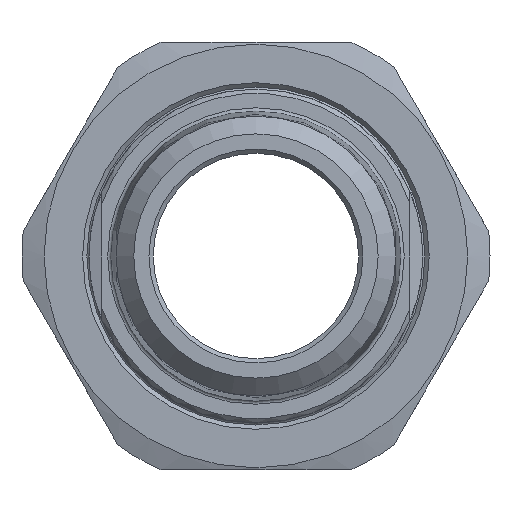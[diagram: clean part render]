
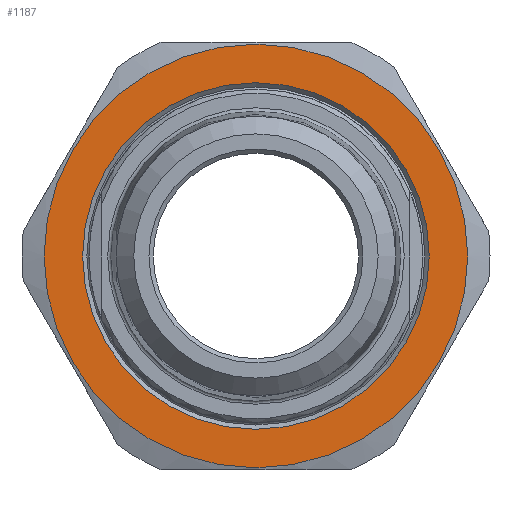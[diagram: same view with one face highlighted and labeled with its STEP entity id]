
A CAD part, left-side view. The second image highlights one B-rep face of the part: STEP entity #1187.
In plain terms, the highlighted planar face has unit normal (-1, 0, 0).
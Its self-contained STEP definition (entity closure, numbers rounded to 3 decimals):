
#48=FACE_BOUND('',#220,.T.);
#108=PLANE('',#1353);
#145=FACE_OUTER_BOUND('',#219,.T.);
#219=EDGE_LOOP('',(#883));
#220=EDGE_LOOP('',(#884));
#419=CIRCLE('',#1343,24.75);
#420=CIRCLE('',#1348,20.25);
#530=VERTEX_POINT('',#2024);
#531=VERTEX_POINT('',#2034);
#661=EDGE_CURVE('',#530,#530,#419,.T.);
#663=EDGE_CURVE('',#531,#531,#420,.T.);
#883=ORIENTED_EDGE('',*,*,#661,.T.);
#884=ORIENTED_EDGE('',*,*,#663,.F.);
#1187=ADVANCED_FACE('',(#145,#48),#108,.F.);
#1343=AXIS2_PLACEMENT_3D('',#2026,#1567,#1568);
#1348=AXIS2_PLACEMENT_3D('',#2035,#1577,#1578);
#1353=AXIS2_PLACEMENT_3D('',#2045,#1589,#1590);
#1567=DIRECTION('center_axis',(-1.,0.,0.));
#1568=DIRECTION('ref_axis',(0.,1.,0.));
#1577=DIRECTION('center_axis',(-1.,0.,0.));
#1578=DIRECTION('ref_axis',(0.,-1.,0.));
#1589=DIRECTION('center_axis',(1.,0.,0.));
#1590=DIRECTION('ref_axis',(0.,0.,-1.));
#2024=CARTESIAN_POINT('',(-18.5,-24.75,0.));
#2026=CARTESIAN_POINT('Origin',(-18.5,0.,0.));
#2034=CARTESIAN_POINT('',(-18.5,20.25,0.));
#2035=CARTESIAN_POINT('Origin',(-18.5,0.,0.));
#2045=CARTESIAN_POINT('Origin',(-18.5,0.,0.));
